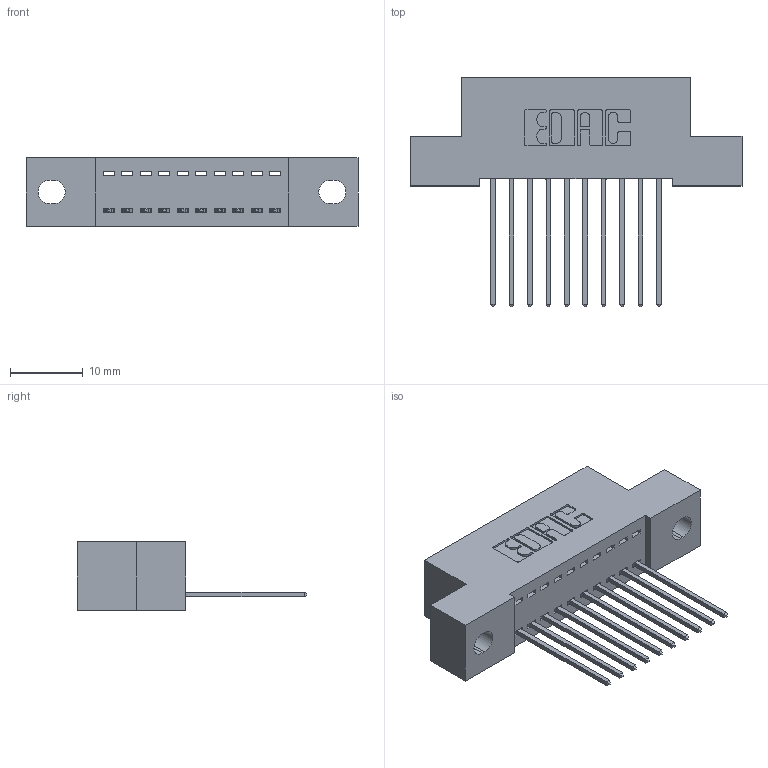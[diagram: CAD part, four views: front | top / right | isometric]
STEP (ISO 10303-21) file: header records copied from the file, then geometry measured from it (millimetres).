
FILE_DESCRIPTION (( 'STEP AP203' ), '1' );
FILE_NAME ('342-010-542-102.STEP', '2018-08-10T13:42:00', ( '' ), ( '' ), 'SwSTEP 2.0', 'SolidWorks 2016', '' );
FILE_SCHEMA (( 'CONFIG_CONTROL_DESIGN' ));
Length unit declared in the file: inch
Products named in the file (3): 342 Part_.128 Slot; 345-292-001_345-293-142; 342-010-542-102
Assembly tree (11 placements, depth 2):
  342-010-542-102
    342 Part_.128 Slot
    345-292-001_345-293-142  x10
Bounding box: 45.72 x 31.63 x 9.4 mm (x, y, z)
Volume: 3861 mm3; surface area: 4967.5 mm2
Topology: 11 solids, 11 shells, 694 faces, 2071 edges, 1366 vertices
Faces by surface type: plane 490, cylinder 204
Entity records: 10273 total; most frequent: CARTESIAN_POINT 1784, ORIENTED_EDGE 1730, DIRECTION 1569, EDGE_CURVE 865, VECTOR 737, LINE 737, VERTEX_POINT 574, AXIS2_PLACEMENT_3D 416
